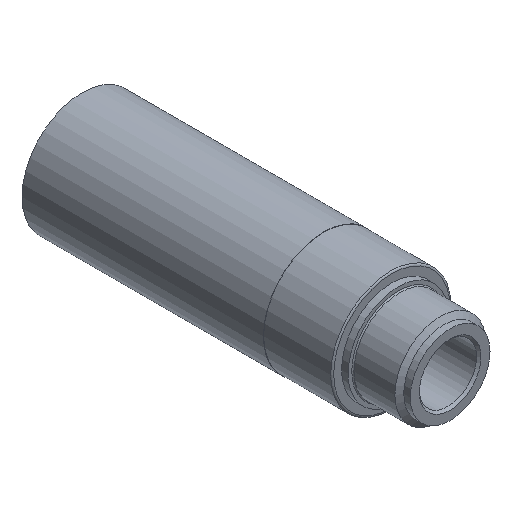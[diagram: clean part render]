
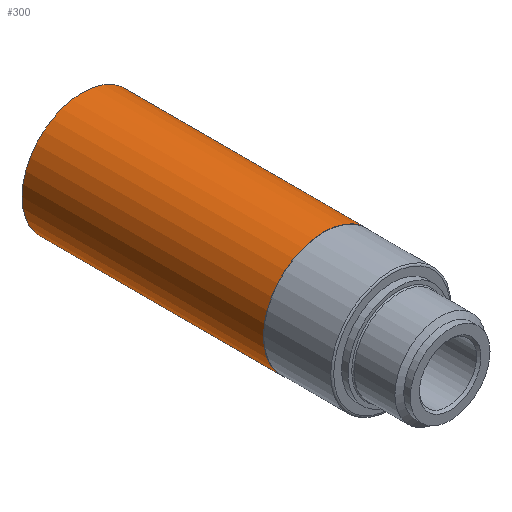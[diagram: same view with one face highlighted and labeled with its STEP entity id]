
A CAD part, isometric view. The second image highlights one B-rep face of the part: STEP entity #300.
In plain terms, the highlighted cylindrical face has radius 11.05 mm (diameter 22.1 mm), a full revolution.
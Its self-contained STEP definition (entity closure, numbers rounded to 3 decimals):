
#28=CYLINDRICAL_SURFACE('',#336,11.05);
#62=ORIENTED_EDGE('',*,*,#76,.T.);
#63=ORIENTED_EDGE('',*,*,#78,.T.);
#76=EDGE_CURVE('',#91,#91,#106,.T.);
#78=EDGE_CURVE('',#93,#93,#108,.T.);
#91=VERTEX_POINT('',#440);
#93=VERTEX_POINT('',#446);
#106=CIRCLE('',#331,11.05);
#108=CIRCLE('',#335,11.05);
#137=EDGE_LOOP('',(#62));
#138=EDGE_LOOP('',(#63));
#167=FACE_BOUND('',#137,.T.);
#168=FACE_BOUND('',#138,.T.);
#300=ADVANCED_FACE('',(#167,#168),#28,.T.);
#331=AXIS2_PLACEMENT_3D('',#439,#389,#390);
#335=AXIS2_PLACEMENT_3D('',#445,#397,#398);
#336=AXIS2_PLACEMENT_3D('',#447,#399,#400);
#389=DIRECTION('',(0.,1.,0.));
#390=DIRECTION('',(0.,0.,1.));
#397=DIRECTION('',(0.,-1.,0.));
#398=DIRECTION('',(0.,0.,-1.));
#399=DIRECTION('',(0.,-1.,0.));
#400=DIRECTION('',(0.,0.,-1.));
#439=CARTESIAN_POINT('',(0.,13.667,0.));
#440=CARTESIAN_POINT('',(0.,13.667,11.05));
#445=CARTESIAN_POINT('',(0.,57.891,0.));
#446=CARTESIAN_POINT('',(0.,57.891,-11.05));
#447=CARTESIAN_POINT('',(0.,-9.5,0.));
